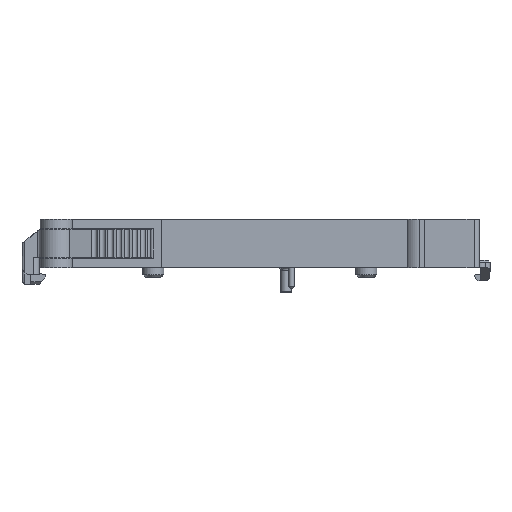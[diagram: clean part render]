
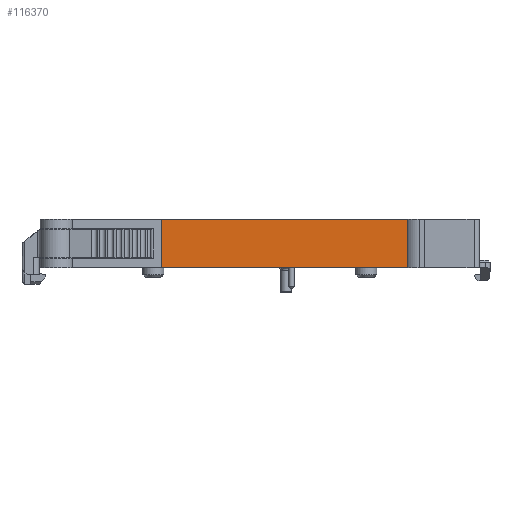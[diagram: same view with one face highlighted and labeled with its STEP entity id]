
A CAD part, front view. The second image highlights one B-rep face of the part: STEP entity #116370.
In plain terms, the highlighted planar face has unit normal (0, -1, 0).
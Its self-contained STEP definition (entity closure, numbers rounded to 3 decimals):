
#45410=CARTESIAN_POINT('',(30.59,34.058,1.4));
#45420=VERTEX_POINT('',#45410);
#45470=CARTESIAN_POINT('',(30.59,34.058,
-5.115));
#45480=DIRECTION('',(0.,0.,-1.));
#45490=VECTOR('',#45480,1.);
#45500=LINE('',#45470,#45490);
#45510=CARTESIAN_POINT('',(30.59,34.058,
-7.4));
#45520=VERTEX_POINT('',#45510);
#45530=EDGE_CURVE('',#45420,#45520,#45500,.T.);
#50570=CARTESIAN_POINT('',(75.393,34.058,1.4));
#50580=VERTEX_POINT('',#50570);
#50750=CARTESIAN_POINT('',(75.393,34.058,
-7.4));
#50760=VERTEX_POINT('',#50750);
#50790=CARTESIAN_POINT('',(75.393,34.058,
-5.));
#50800=DIRECTION('',(0.,0.,-1.));
#50810=VECTOR('',#50800,1.);
#50820=LINE('',#50790,#50810);
#50830=EDGE_CURVE('',#50580,#50760,#50820,.T.);
#55410=CARTESIAN_POINT('',(0.,34.058,-7.4));
#55420=DIRECTION('',(-1.,0.,0.));
#55430=VECTOR('',#55420,1.);
#55440=LINE('',#55410,#55430);
#55450=EDGE_CURVE('',#50760,#45520,#55440,.T.);
#116210=CARTESIAN_POINT('',(75.493,34.058,
-5.7));
#116220=DIRECTION('',(0.,-1.,-0.));
#116230=DIRECTION('',(-1.,0.,0.));
#116240=AXIS2_PLACEMENT_3D('',#116210,#116220,#116230);
#116250=PLANE('',#116240);
#116260=ORIENTED_EDGE('',*,*,#45530,.T.);
#116270=CARTESIAN_POINT('',(126.131,34.058,
1.4));
#116280=DIRECTION('',(1.,0.,0.));
#116290=VECTOR('',#116280,1.);
#116300=LINE('',#116270,#116290);
#116310=EDGE_CURVE('',#45420,#50580,#116300,.T.);
#116320=ORIENTED_EDGE('',*,*,#116310,.F.);
#116330=ORIENTED_EDGE('',*,*,#50830,.F.);
#116340=ORIENTED_EDGE('',*,*,#55450,.F.);
#116350=EDGE_LOOP('',(#116340,#116330,#116320,#116260));
#116360=FACE_OUTER_BOUND('',#116350,.T.);
#116370=ADVANCED_FACE('',(#116360),#116250,.T.);
